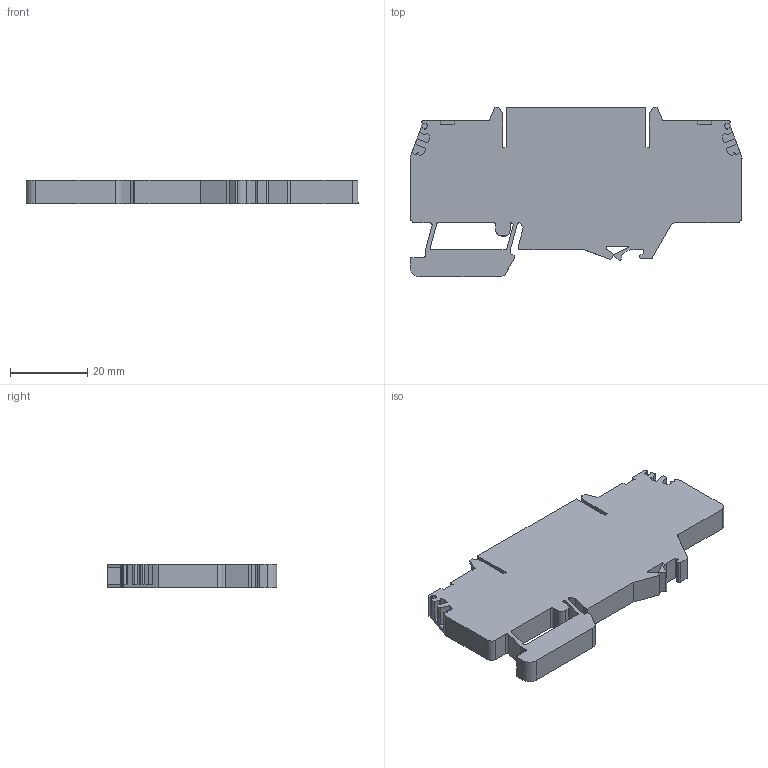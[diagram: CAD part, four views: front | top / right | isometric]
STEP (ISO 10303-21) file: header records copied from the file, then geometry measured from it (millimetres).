
FILE_DESCRIPTION(('Creo Elements/Direct Modeling STEP Export'),'2;1');
FILE_NAME('HSCB.4.stp','2015-01-28T 8:33:56',(''),(''),'PTC Creo Elements/Direct Modeling STEP processor for AP214 (Solid Model)','PTC Creo Elements/Direct Modeling 19.0A 04-Oct-2014 (C) Parametric Technology GmbH','');
FILE_SCHEMA(('AUTOMOTIVE_DESIGN { 1 0 10303 214 1 1 1 1 }'));
Length unit declared in the file: millimetre
Products named in the file (1): HSCB.4
Bounding box: 86 x 44 x 6.2 mm (x, y, z)
Volume: 16283.6 mm3; surface area: 9063.6 mm2
Topology: 1 solids, 1 shells, 198 faces, 570 edges, 380 vertices
Faces by surface type: plane 147, cylinder 51
Entity records: 6409 total; most frequent: ORIENTED_EDGE 1140, CARTESIAN_POINT 1125, DIRECTION 1033, EDGE_CURVE 570, VECTOR 457, LINE 457, VERTEX_POINT 380, AXIS2_PLACEMENT_3D 288
